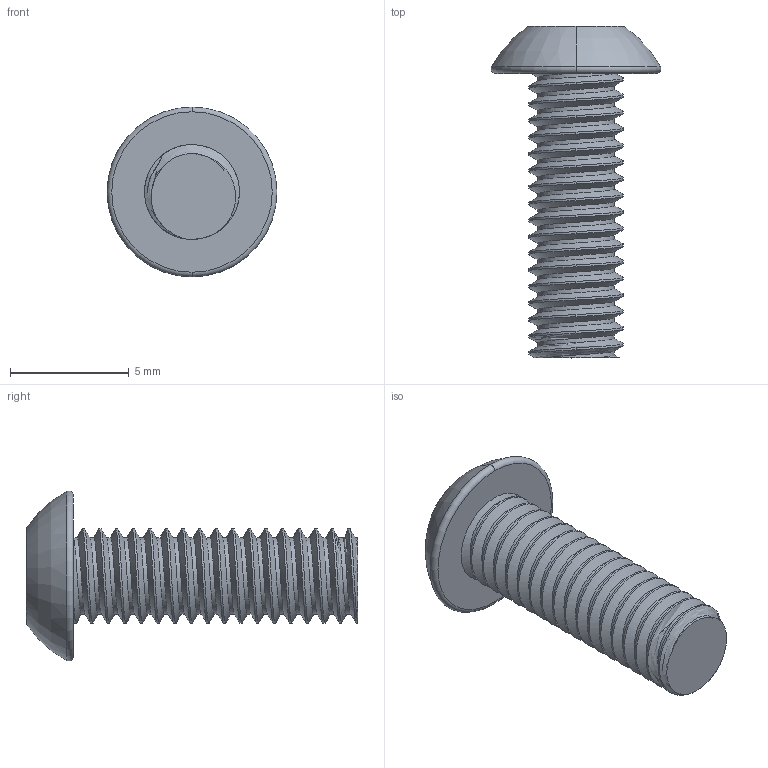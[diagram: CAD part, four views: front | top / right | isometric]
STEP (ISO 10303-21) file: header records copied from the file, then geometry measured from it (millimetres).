
FILE_DESCRIPTION (( 'STEP AP214' ), '1' );
FILE_NAME ('11-4112.STEP', '2025-09-11T13:26:39', ( '' ), ( '' ), 'SwSTEP 2.0', 'SolidWorks 2025', '' );
FILE_SCHEMA (( 'AUTOMOTIVE_DESIGN' ));
Length unit declared in the file: millimetre
Products named in the file (1): 11-4112
Bounding box: 7.17 x 14 x 7.17 mm (x, y, z)
Volume: 167.6 mm3; surface area: 343.1 mm2
Topology: 1 solids, 1 shells, 63 faces, 166 edges, 107 vertices
Faces by surface type: cylinder 42, plane 11, torus 6, bspline 4
Entity records: 5999 total; most frequent: CARTESIAN_POINT 4636, ORIENTED_EDGE 332, DIRECTION 218, EDGE_CURVE 166, VERTEX_POINT 107, AXIS2_PLACEMENT_3D 78, EDGE_LOOP 65, FACE_OUTER_BOUND 63
